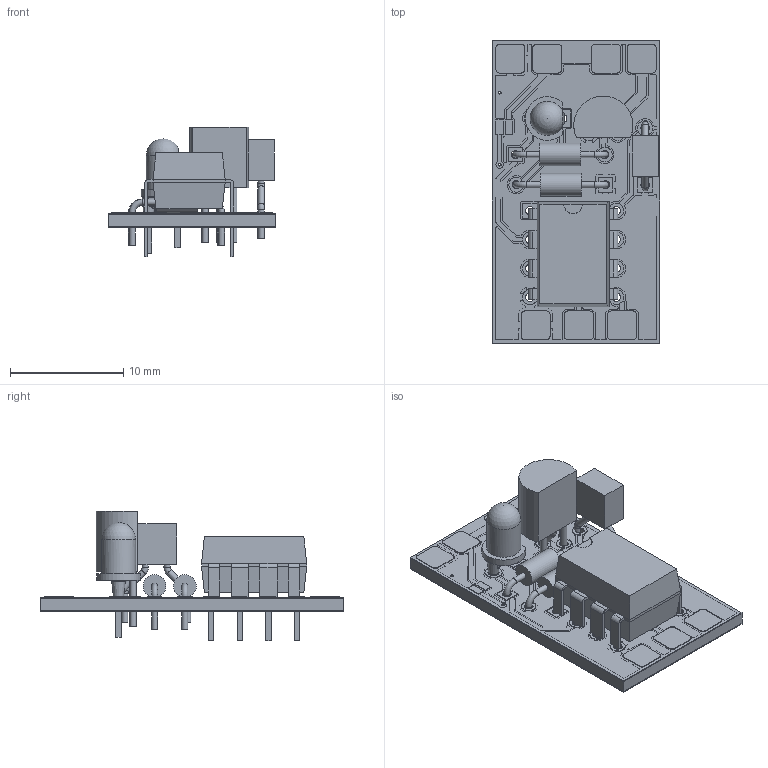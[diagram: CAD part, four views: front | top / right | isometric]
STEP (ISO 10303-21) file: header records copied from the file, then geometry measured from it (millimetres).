
FILE_DESCRIPTION(/* description */ (''),/* implementation_level */ '2;1');
FILE_NAME(/* name */ 'attiny_rc_switch_th_3d_model.step',/* time_stamp */ '2025-05-30T18:04:18-06:00',/* author */ (''),/* organization */ (''),/* preprocessor_version */ 'ST-DEVELOPER v20.1',/* originating_system */ 'Autodesk Translation Framework v14.4.0.0',/* authorisation */ '');
FILE_SCHEMA (('AUTOMOTIVE_DESIGN { 1 0 10303 214 3 1 1 }'));
Products named in the file (19): ATTiny_RC_Switch_TH; Board; Packages; ATTINY85-20PU; ATTINY85-20PU v1; K10XK10X7RF5UH5; K103K10X7RF5UH5 v1; MOSFET_N-CH_VN3205N3-G; VN3205N3_G v1; RESISTOR_1/8W_CF18JT; RES_1-8W v1; OSR5JA3Z74A; OSR5JA3Z74A v1; OSR5JA3Z74A_OSR5JA3Z74A; SMD_PAD_NO_STENCIL; 1-copper; 16-copper; 1-soldermask; 16-soldermask
Assembly tree (25 placements, depth 5):
  ATTiny_RC_Switch_TH
    Board
    Packages
      ATTINY85-20PU
        ATTINY85-20PU v1
      K10XK10X7RF5UH5
        K103K10X7RF5UH5 v1
      MOSFET_N-CH_VN3205N3-G
        VN3205N3_G v1
      RESISTOR_1/8W_CF18JT  x2
        RES_1-8W v1
      OSR5JA3Z74A
        OSR5JA3Z74A v1
          OSR5JA3Z74A_OSR5JA3Z74A
      SMD_PAD_NO_STENCIL  x7
    1-copper
    16-copper
    1-soldermask
    16-soldermask
Bounding box: 14.73 x 26.67 x 11.38 mm (x, y, z)
Volume: 978.2 mm3; surface area: 4916.9 mm2
Topology: 130 solids, 130 shells, 2284 faces, 6076 edges, 4047 vertices
Faces by surface type: plane 1815, cylinder 442, torus 15, bspline 9, cone 2, sphere 1
Full cylindrical faces by diameter (mm): 0.184 x9, 0.254 x12, 0.533 x8, 0.559 x11, 0.717 x20, 0.743 x65, 0.787 x16, 0.813 x52, 0.93 x10, 1 x8, 2.007 x2
Entity records: 71741 total; most frequent: CARTESIAN_POINT 12770, ORIENTED_EDGE 12092, DIRECTION 11590, EDGE_CURVE 6046, LINE 5090, VECTOR 5090, VERTEX_POINT 4029, AXIS2_PLACEMENT_3D 3250
